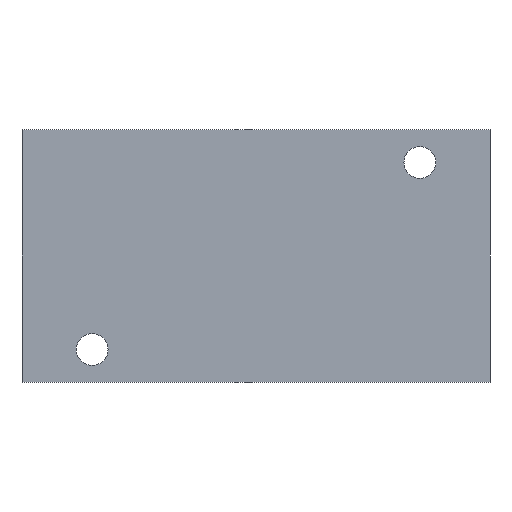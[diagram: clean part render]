
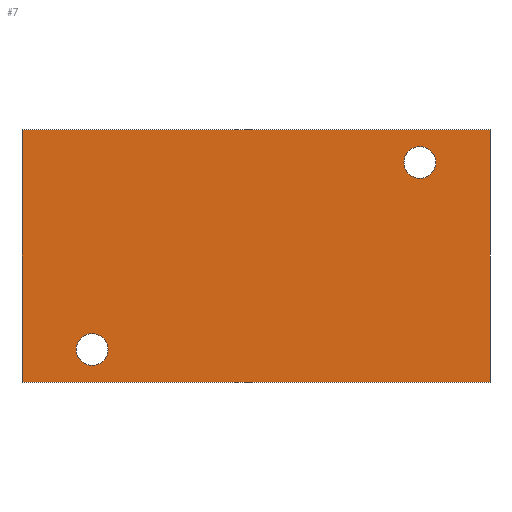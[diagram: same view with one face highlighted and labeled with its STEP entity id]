
A CAD part, front view. The second image highlights one B-rep face of the part: STEP entity #7.
In plain terms, the highlighted planar face has unit normal (0, -1, 0).
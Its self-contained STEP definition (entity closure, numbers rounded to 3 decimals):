
#5 = AXIS2_PLACEMENT_3D ( 'NONE', #87, #278, #31 ) ;
#6 = CARTESIAN_POINT ( 'NONE',  ( 50., 0., 0. ) ) ;
#7 = ADVANCED_FACE ( 'NONE', ( #158, #267, #245 ), #109, .T. ) ;
#9 = ORIENTED_EDGE ( 'NONE', *, *, #185, .T. ) ;
#19 = DIRECTION ( 'NONE',  ( 0., 1., 0. ) ) ;
#26 = DIRECTION ( 'NONE',  ( 0., -1., 0. ) ) ;
#27 = EDGE_LOOP ( 'NONE', ( #46, #9 ) ) ;
#31 = DIRECTION ( 'NONE',  ( 0., 0., 1. ) ) ;
#37 = DIRECTION ( 'NONE',  ( 0., 1., 0. ) ) ;
#43 = CARTESIAN_POINT ( 'NONE',  ( 7.5, 0., -23.5 ) ) ;
#45 = EDGE_CURVE ( 'NONE', #68, #164, #113, .T. ) ;
#46 = ORIENTED_EDGE ( 'NONE', *, *, #319, .T. ) ;
#52 = EDGE_CURVE ( 'NONE', #135, #287, #121, .T. ) ;
#55 = EDGE_LOOP ( 'NONE', ( #111, #202 ) ) ;
#64 = CIRCLE ( 'NONE', #5, 1.7 ) ;
#67 = EDGE_CURVE ( 'NONE', #123, #77, #174, .T. ) ;
#68 = VERTEX_POINT ( 'NONE', #350 ) ;
#75 = EDGE_LOOP ( 'NONE', ( #276, #127, #347, #101 ) ) ;
#77 = VERTEX_POINT ( 'NONE', #171 ) ;
#81 = CARTESIAN_POINT ( 'NONE',  ( 42.5, 0., -3.5 ) ) ;
#85 = DIRECTION ( 'NONE',  ( -1., 0., 0. ) ) ;
#87 = CARTESIAN_POINT ( 'NONE',  ( 42.5, 0., -3.5 ) ) ;
#89 = CARTESIAN_POINT ( 'NONE',  ( 42.5, 0., -5.2 ) ) ;
#96 = AXIS2_PLACEMENT_3D ( 'NONE', #339, #19, #237 ) ;
#101 = ORIENTED_EDGE ( 'NONE', *, *, #45, .F. ) ;
#109 = PLANE ( 'NONE',  #239 ) ;
#111 = ORIENTED_EDGE ( 'NONE', *, *, #141, .T. ) ;
#113 = LINE ( 'NONE', #114, #284 ) ;
#114 = CARTESIAN_POINT ( 'NONE',  ( 0., 0., 0. ) ) ;
#120 = CARTESIAN_POINT ( 'NONE',  ( 0., 0., 0. ) ) ;
#121 = CIRCLE ( 'NONE', #199, 1.7 ) ;
#123 = VERTEX_POINT ( 'NONE', #139 ) ;
#127 = ORIENTED_EDGE ( 'NONE', *, *, #67, .F. ) ;
#135 = VERTEX_POINT ( 'NONE', #332 ) ;
#136 = DIRECTION ( 'NONE',  ( 0., 0., -1. ) ) ;
#139 = CARTESIAN_POINT ( 'NONE',  ( 50., 0., -27. ) ) ;
#141 = EDGE_CURVE ( 'NONE', #287, #135, #64, .T. ) ;
#146 = DIRECTION ( 'NONE',  ( 0., 0., 1. ) ) ;
#147 = VECTOR ( 'NONE', #311, 1000. ) ;
#151 = EDGE_CURVE ( 'NONE', #164, #123, #282, .T. ) ;
#152 = CARTESIAN_POINT ( 'NONE',  ( 50., 0., 0. ) ) ;
#158 = FACE_BOUND ( 'NONE', #27, .T. ) ;
#164 = VERTEX_POINT ( 'NONE', #152 ) ;
#168 = DIRECTION ( 'NONE',  ( 1., 0., 0. ) ) ;
#171 = CARTESIAN_POINT ( 'NONE',  ( 0., 0., -27. ) ) ;
#173 = AXIS2_PLACEMENT_3D ( 'NONE', #43, #37, #146 ) ;
#174 = LINE ( 'NONE', #280, #322 ) ;
#185 = EDGE_CURVE ( 'NONE', #283, #338, #263, .T. ) ;
#189 = CIRCLE ( 'NONE', #96, 1.7 ) ;
#194 = DIRECTION ( 'NONE',  ( 0., 0., 1. ) ) ;
#195 = VECTOR ( 'NONE', #201, 1000. ) ;
#199 = AXIS2_PLACEMENT_3D ( 'NONE', #81, #226, #194 ) ;
#201 = DIRECTION ( 'NONE',  ( 0., 0., -1. ) ) ;
#202 = ORIENTED_EDGE ( 'NONE', *, *, #52, .T. ) ;
#205 = LINE ( 'NONE', #120, #147 ) ;
#213 = CARTESIAN_POINT ( 'NONE',  ( 0., 0., 0. ) ) ;
#226 = DIRECTION ( 'NONE',  ( 0., 1., 0. ) ) ;
#234 = EDGE_CURVE ( 'NONE', #77, #68, #205, .T. ) ;
#237 = DIRECTION ( 'NONE',  ( 0., 0., 1. ) ) ;
#239 = AXIS2_PLACEMENT_3D ( 'NONE', #213, #26, #136 ) ;
#245 = FACE_BOUND ( 'NONE', #55, .T. ) ;
#263 = CIRCLE ( 'NONE', #173, 1.7 ) ;
#267 = FACE_OUTER_BOUND ( 'NONE', #75, .T. ) ;
#276 = ORIENTED_EDGE ( 'NONE', *, *, #234, .F. ) ;
#278 = DIRECTION ( 'NONE',  ( 0., 1., 0. ) ) ;
#280 = CARTESIAN_POINT ( 'NONE',  ( 0., 0., -27. ) ) ;
#282 = LINE ( 'NONE', #6, #195 ) ;
#283 = VERTEX_POINT ( 'NONE', #333 ) ;
#284 = VECTOR ( 'NONE', #168, 1000. ) ;
#287 = VERTEX_POINT ( 'NONE', #89 ) ;
#300 = CARTESIAN_POINT ( 'NONE',  ( 7.5, 0., -25.2 ) ) ;
#311 = DIRECTION ( 'NONE',  ( 0., 0., 1. ) ) ;
#319 = EDGE_CURVE ( 'NONE', #338, #283, #189, .T. ) ;
#322 = VECTOR ( 'NONE', #85, 1000. ) ;
#332 = CARTESIAN_POINT ( 'NONE',  ( 42.5, 0., -1.8 ) ) ;
#333 = CARTESIAN_POINT ( 'NONE',  ( 7.5, 0., -21.8 ) ) ;
#338 = VERTEX_POINT ( 'NONE', #300 ) ;
#339 = CARTESIAN_POINT ( 'NONE',  ( 7.5, 0., -23.5 ) ) ;
#347 = ORIENTED_EDGE ( 'NONE', *, *, #151, .F. ) ;
#350 = CARTESIAN_POINT ( 'NONE',  ( 0., 0., 0. ) ) ;
